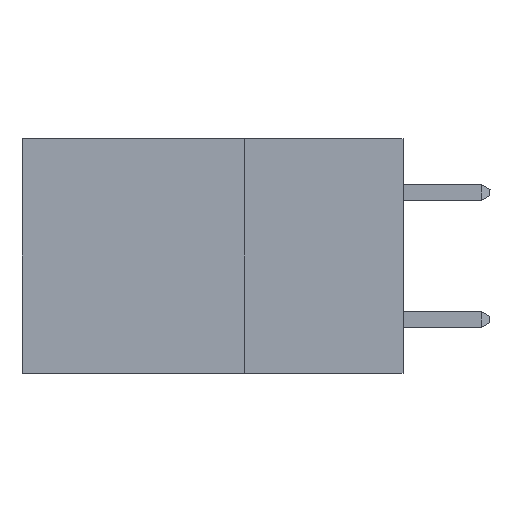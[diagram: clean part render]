
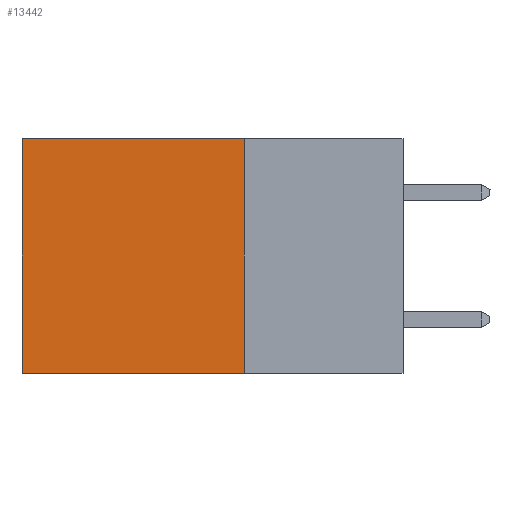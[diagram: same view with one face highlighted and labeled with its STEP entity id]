
A CAD part, left-side view. The second image highlights one B-rep face of the part: STEP entity #13442.
In plain terms, the highlighted planar face has unit normal (-1, 0, 0).
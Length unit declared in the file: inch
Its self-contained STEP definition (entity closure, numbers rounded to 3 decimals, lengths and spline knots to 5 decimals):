
#449 = EDGE_CURVE ( 'NONE', #8478, #11504, #7508, .T. ) ;
#804 = LINE ( 'NONE', #8303, #13913 ) ;
#1013 = CARTESIAN_POINT ( 'NONE',  ( 0.2875, 0.25, 0. ) ) ;
#1361 = VECTOR ( 'NONE', #5286, 39.37008 ) ;
#1679 = ORIENTED_EDGE ( 'NONE', *, *, #8525, .F. ) ;
#1864 = DIRECTION ( 'NONE',  ( 0., 0., -1. ) ) ;
#2150 = VECTOR ( 'NONE', #4058, 39.37008 ) ;
#2604 = CARTESIAN_POINT ( 'NONE',  ( 0.2875, 0.25, 0. ) ) ;
#3349 = FACE_OUTER_BOUND ( 'NONE', #14008, .T. ) ;
#4006 = CARTESIAN_POINT ( 'NONE',  ( 0.2875, 0.25, -0.37 ) ) ;
#4058 = DIRECTION ( 'NONE',  ( 0., 1., 0. ) ) ;
#4276 = CARTESIAN_POINT ( 'NONE',  ( 0.2875, 0.6, -0.37 ) ) ;
#4484 = EDGE_CURVE ( 'NONE', #10420, #13862, #15511, .T. ) ;
#4632 = LINE ( 'NONE', #6429, #1361 ) ;
#5286 = DIRECTION ( 'NONE',  ( 0., 0., -1. ) ) ;
#5783 = DIRECTION ( 'NONE',  ( 0., 0., -1. ) ) ;
#6159 = EDGE_CURVE ( 'NONE', #13862, #11504, #804, .T. ) ;
#6170 = DIRECTION ( 'NONE',  ( 0., 1., 0. ) ) ;
#6429 = CARTESIAN_POINT ( 'NONE',  ( 0.2875, 0.25, 0. ) ) ;
#6688 = ORIENTED_EDGE ( 'NONE', *, *, #4484, .T. ) ;
#7508 = LINE ( 'NONE', #4006, #2150 ) ;
#7872 = PLANE ( 'NONE',  #12030 ) ;
#8303 = CARTESIAN_POINT ( 'NONE',  ( 0.2875, 0.6, 0. ) ) ;
#8478 = VERTEX_POINT ( 'NONE', #8903 ) ;
#8525 = EDGE_CURVE ( 'NONE', #10420, #8478, #4632, .T. ) ;
#8903 = CARTESIAN_POINT ( 'NONE',  ( 0.2875, 0.25, -0.37 ) ) ;
#9588 = ORIENTED_EDGE ( 'NONE', *, *, #6159, .T. ) ;
#10377 = CARTESIAN_POINT ( 'NONE',  ( 0.2875, 0.25, 0. ) ) ;
#10420 = VERTEX_POINT ( 'NONE', #2604 ) ;
#11504 = VERTEX_POINT ( 'NONE', #4276 ) ;
#11551 = CARTESIAN_POINT ( 'NONE',  ( 0.2875, 0.6, 0. ) ) ;
#11630 = DIRECTION ( 'NONE',  ( 1., 0., 0. ) ) ;
#12030 = AXIS2_PLACEMENT_3D ( 'NONE', #10377, #11630, #1864 ) ;
#13442 = ADVANCED_FACE ( 'NONE', ( #3349 ), #7872, .F. ) ;
#13476 = ORIENTED_EDGE ( 'NONE', *, *, #449, .F. ) ;
#13862 = VERTEX_POINT ( 'NONE', #11551 ) ;
#13913 = VECTOR ( 'NONE', #5783, 39.37008 ) ;
#14008 = EDGE_LOOP ( 'NONE', ( #9588, #13476, #1679, #6688 ) ) ;
#14750 = VECTOR ( 'NONE', #6170, 39.37008 ) ;
#15511 = LINE ( 'NONE', #1013, #14750 ) ;
